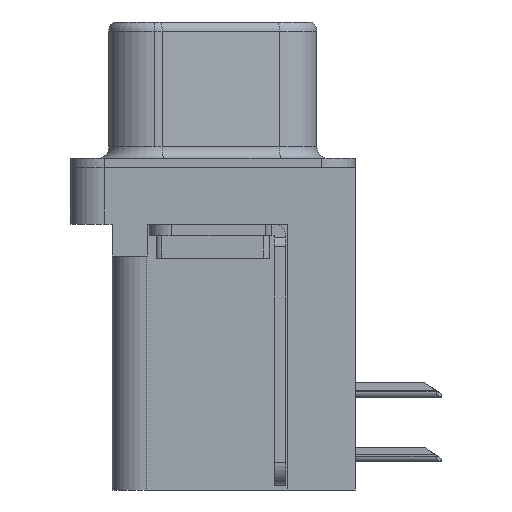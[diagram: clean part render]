
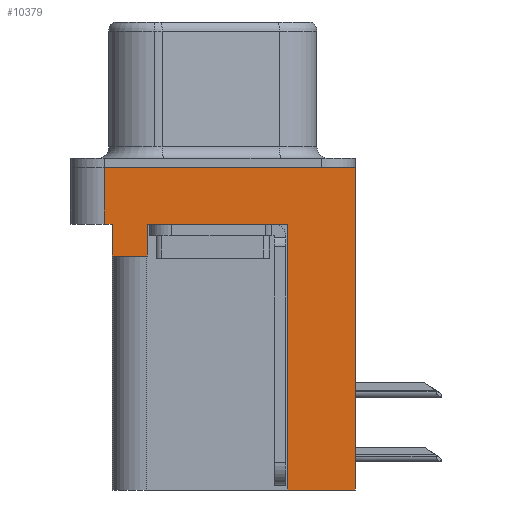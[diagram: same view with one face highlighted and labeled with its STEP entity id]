
A CAD part, left-side view. The second image highlights one B-rep face of the part: STEP entity #10379.
In plain terms, the highlighted planar face has unit normal (-1, 0, 0).
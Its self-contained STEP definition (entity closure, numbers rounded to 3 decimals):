
#427 = VERTEX_POINT ( 'NONE', #1510 ) ;
#439 = EDGE_CURVE ( 'NONE', #1437, #10421, #2750, .T. ) ;
#441 = ORIENTED_EDGE ( 'NONE', *, *, #15273, .T. ) ;
#713 = EDGE_CURVE ( 'NONE', #11937, #9869, #965, .T. ) ;
#965 = LINE ( 'NONE', #13003, #7897 ) ;
#1050 = CARTESIAN_POINT ( 'NONE',  ( -3., -6.275, -2.5 ) ) ;
#1437 = VERTEX_POINT ( 'NONE', #18815 ) ;
#1510 = CARTESIAN_POINT ( 'NONE',  ( -3., -6.275, 0. ) ) ;
#1740 = EDGE_CURVE ( 'NONE', #8147, #1885, #5202, .T. ) ;
#1885 = VERTEX_POINT ( 'NONE', #19370 ) ;
#1921 = DIRECTION ( 'NONE',  ( 0., 0., 1. ) ) ;
#1965 = ORIENTED_EDGE ( 'NONE', *, *, #19450, .T. ) ;
#2326 = DIRECTION ( 'NONE',  ( 0., 0., 1. ) ) ;
#2415 = VECTOR ( 'NONE', #18356, 1000. ) ;
#2464 = EDGE_CURVE ( 'NONE', #20113, #5087, #13729, .T. ) ;
#2636 = DIRECTION ( 'NONE',  ( 0., -1., 0. ) ) ;
#2750 = LINE ( 'NONE', #15475, #15646 ) ;
#3204 = EDGE_LOOP ( 'NONE', ( #13697, #5863, #441, #6098, #17243, #13426, #1965, #16074, #8568, #19177 ) ) ;
#3220 = EDGE_CURVE ( 'NONE', #20113, #427, #11805, .T. ) ;
#3564 = CARTESIAN_POINT ( 'NONE',  ( -3., 2.895, -3.9 ) ) ;
#3665 = DIRECTION ( 'NONE',  ( 0., 0., 1. ) ) ;
#3704 = CARTESIAN_POINT ( 'NONE',  ( -3., 2.895, -3.9 ) ) ;
#3763 = CARTESIAN_POINT ( 'NONE',  ( -3., 4.425, -3.9 ) ) ;
#4109 = CARTESIAN_POINT ( 'NONE',  ( -3., -6.275, -2.5 ) ) ;
#4633 = LINE ( 'NONE', #18697, #13807 ) ;
#5017 = DIRECTION ( 'NONE',  ( 0., 1., 0. ) ) ;
#5087 = VERTEX_POINT ( 'NONE', #20110 ) ;
#5116 = CARTESIAN_POINT ( 'NONE',  ( -3., -6.275, -14.2 ) ) ;
#5202 = LINE ( 'NONE', #3564, #17425 ) ;
#5208 = CARTESIAN_POINT ( 'NONE',  ( -3., -3.295, -14.2 ) ) ;
#5516 = LINE ( 'NONE', #12183, #10400 ) ;
#5863 = ORIENTED_EDGE ( 'NONE', *, *, #439, .F. ) ;
#5947 = DIRECTION ( 'NONE',  ( 0., 0., 1. ) ) ;
#6098 = ORIENTED_EDGE ( 'NONE', *, *, #713, .F. ) ;
#6433 = LINE ( 'NONE', #8175, #18449 ) ;
#6461 = DIRECTION ( 'NONE',  ( 0., -1., 0. ) ) ;
#7307 = DIRECTION ( 'NONE',  ( -1., 0., 0. ) ) ;
#7555 = CARTESIAN_POINT ( 'NONE',  ( -3., -3.295, -14.2 ) ) ;
#7620 = VERTEX_POINT ( 'NONE', #13916 ) ;
#7897 = VECTOR ( 'NONE', #3665, 1000. ) ;
#8060 = DIRECTION ( 'NONE',  ( 0., -1., 0. ) ) ;
#8147 = VERTEX_POINT ( 'NONE', #3704 ) ;
#8175 = CARTESIAN_POINT ( 'NONE',  ( -3., 4.425, -3.9 ) ) ;
#8291 = VECTOR ( 'NONE', #2326, 1000. ) ;
#8486 = EDGE_CURVE ( 'NONE', #8147, #11937, #6433, .T. ) ;
#8531 = EDGE_CURVE ( 'NONE', #5087, #7620, #14746, .T. ) ;
#8568 = ORIENTED_EDGE ( 'NONE', *, *, #2464, .F. ) ;
#8744 = CARTESIAN_POINT ( 'NONE',  ( -3., -6.275, -2.5 ) ) ;
#9259 = DIRECTION ( 'NONE',  ( 0., 0., 1. ) ) ;
#9869 = VERTEX_POINT ( 'NONE', #18774 ) ;
#10379 = ADVANCED_FACE ( 'NONE', ( #15119 ), #15532, .T. ) ;
#10400 = VECTOR ( 'NONE', #2636, 1000. ) ;
#10421 = VERTEX_POINT ( 'NONE', #10545 ) ;
#10545 = CARTESIAN_POINT ( 'NONE',  ( -3., 4.775, 0. ) ) ;
#11151 = VECTOR ( 'NONE', #5947, 1000. ) ;
#11805 = LINE ( 'NONE', #4109, #11151 ) ;
#11937 = VERTEX_POINT ( 'NONE', #3763 ) ;
#12183 = CARTESIAN_POINT ( 'NONE',  ( -3., -6.275, 0. ) ) ;
#12188 = DIRECTION ( 'NONE',  ( 0., 0., 1. ) ) ;
#12613 = AXIS2_PLACEMENT_3D ( 'NONE', #1050, #7307, #9259 ) ;
#13003 = CARTESIAN_POINT ( 'NONE',  ( -3., 4.425, -3.9 ) ) ;
#13426 = ORIENTED_EDGE ( 'NONE', *, *, #1740, .T. ) ;
#13697 = ORIENTED_EDGE ( 'NONE', *, *, #14879, .F. ) ;
#13729 = LINE ( 'NONE', #7555, #2415 ) ;
#13807 = VECTOR ( 'NONE', #6461, 1000. ) ;
#13916 = CARTESIAN_POINT ( 'NONE',  ( -3., -3.295, -2.5 ) ) ;
#14676 = VECTOR ( 'NONE', #8060, 1000. ) ;
#14746 = LINE ( 'NONE', #5208, #8291 ) ;
#14879 = EDGE_CURVE ( 'NONE', #10421, #427, #5516, .T. ) ;
#15119 = FACE_OUTER_BOUND ( 'NONE', #3204, .T. ) ;
#15273 = EDGE_CURVE ( 'NONE', #1437, #9869, #18098, .T. ) ;
#15475 = CARTESIAN_POINT ( 'NONE',  ( -3., 4.775, -2.5 ) ) ;
#15532 = PLANE ( 'NONE',  #12613 ) ;
#15646 = VECTOR ( 'NONE', #12188, 1000. ) ;
#16074 = ORIENTED_EDGE ( 'NONE', *, *, #8531, .F. ) ;
#17243 = ORIENTED_EDGE ( 'NONE', *, *, #8486, .F. ) ;
#17425 = VECTOR ( 'NONE', #1921, 1000. ) ;
#18098 = LINE ( 'NONE', #8744, #14676 ) ;
#18356 = DIRECTION ( 'NONE',  ( 0., 1., 0. ) ) ;
#18449 = VECTOR ( 'NONE', #5017, 1000. ) ;
#18697 = CARTESIAN_POINT ( 'NONE',  ( -3., -6.275, -2.5 ) ) ;
#18774 = CARTESIAN_POINT ( 'NONE',  ( -3., 4.425, -2.5 ) ) ;
#18815 = CARTESIAN_POINT ( 'NONE',  ( -3., 4.775, -2.5 ) ) ;
#19177 = ORIENTED_EDGE ( 'NONE', *, *, #3220, .T. ) ;
#19370 = CARTESIAN_POINT ( 'NONE',  ( -3., 2.895, -2.5 ) ) ;
#19450 = EDGE_CURVE ( 'NONE', #1885, #7620, #4633, .T. ) ;
#20110 = CARTESIAN_POINT ( 'NONE',  ( -3., -3.295, -14.2 ) ) ;
#20113 = VERTEX_POINT ( 'NONE', #5116 ) ;
